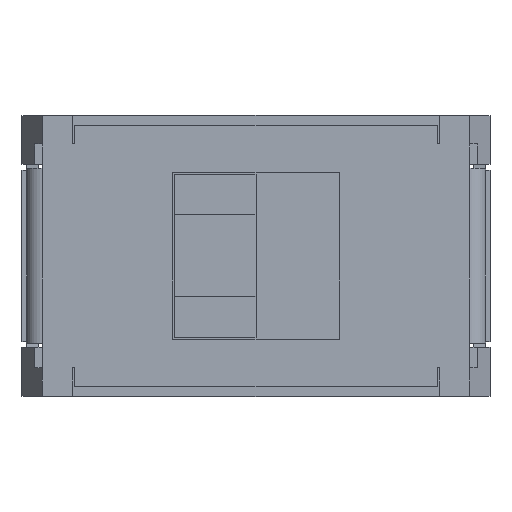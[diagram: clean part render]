
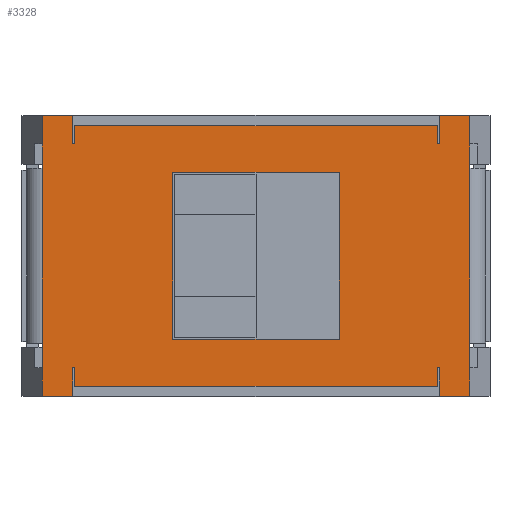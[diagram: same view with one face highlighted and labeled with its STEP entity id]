
A CAD part, top view. The second image highlights one B-rep face of the part: STEP entity #3328.
In plain terms, the highlighted planar face has unit normal (0, 0, 1).
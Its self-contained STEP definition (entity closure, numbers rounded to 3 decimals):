
#45=FACE_BOUND('',#366,.T.);
#192=FACE_OUTER_BOUND('',#365,.T.);
#365=EDGE_LOOP('',(#2745,#2746,#2747,#2748,#2749,#2750,#2751,#2752,#2753,
#2754,#2755,#2756,#2757,#2758,#2759,#2760,#2761,#2762,#2763,#2764,#2765,
#2766,#2767,#2768,#2769,#2770,#2771,#2772));
#366=EDGE_LOOP('',(#2773,#2774,#2775,#2776));
#499=LINE('',#4568,#927);
#526=LINE('',#4631,#954);
#536=LINE('',#4650,#964);
#543=LINE('',#4663,#971);
#553=LINE('',#4683,#981);
#575=LINE('',#4728,#1003);
#579=LINE('',#4736,#1007);
#599=LINE('',#4781,#1027);
#603=LINE('',#4790,#1031);
#610=LINE('',#4809,#1038);
#623=LINE('',#4840,#1051);
#626=LINE('',#4846,#1054);
#630=LINE('',#4855,#1058);
#633=LINE('',#4861,#1061);
#637=LINE('',#4870,#1065);
#640=LINE('',#4876,#1068);
#643=LINE('',#4883,#1071);
#647=LINE('',#4891,#1075);
#650=LINE('',#4897,#1078);
#653=LINE('',#4902,#1081);
#656=LINE('',#4906,#1084);
#658=LINE('',#4909,#1086);
#760=LINE('',#5120,#1188);
#761=LINE('',#5122,#1189);
#763=LINE('',#5126,#1191);
#765=LINE('',#5130,#1193);
#769=LINE('',#5138,#1197);
#770=LINE('',#5140,#1198);
#782=LINE('',#5162,#1210);
#788=LINE('',#5172,#1216);
#796=LINE('',#5189,#1224);
#797=LINE('',#5190,#1225);
#927=VECTOR('',#3709,4.3);
#954=VECTOR('',#3754,0.6);
#964=VECTOR('',#3766,0.6);
#971=VECTOR('',#3775,0.6);
#981=VECTOR('',#3787,0.6);
#1003=VECTOR('',#3815,0.75);
#1007=VECTOR('',#3819,0.75);
#1027=VECTOR('',#3861,0.05);
#1031=VECTOR('',#3867,0.05);
#1038=VECTOR('',#3898,4.3);
#1051=VECTOR('',#3941,0.45);
#1054=VECTOR('',#3946,0.45);
#1058=VECTOR('',#3952,0.05);
#1061=VECTOR('',#3957,0.45);
#1065=VECTOR('',#3963,0.05);
#1068=VECTOR('',#3968,0.45);
#1071=VECTOR('',#3973,4.1);
#1075=VECTOR('',#3979,4.1);
#1078=VECTOR('',#3984,4.1);
#1081=VECTOR('',#3989,4.1);
#1084=VECTOR('',#3994,8.9);
#1086=VECTOR('',#3998,8.9);
#1188=VECTOR('',#4206,0.7);
#1189=VECTOR('',#4209,0.7);
#1191=VECTOR('',#4213,0.7);
#1193=VECTOR('',#4217,0.7);
#1197=VECTOR('',#4223,0.75);
#1198=VECTOR('',#4224,0.75);
#1210=VECTOR('',#4244,0.7);
#1216=VECTOR('',#4254,0.7);
#1224=VECTOR('',#4280,0.7);
#1225=VECTOR('',#4281,0.7);
#1337=VERTEX_POINT('',#4565);
#1338=VERTEX_POINT('',#4567);
#1365=VERTEX_POINT('',#4630);
#1373=VERTEX_POINT('',#4648);
#1377=VERTEX_POINT('',#4660);
#1378=VERTEX_POINT('',#4662);
#1386=VERTEX_POINT('',#4680);
#1387=VERTEX_POINT('',#4682);
#1406=VERTEX_POINT('',#4725);
#1407=VERTEX_POINT('',#4727);
#1410=VERTEX_POINT('',#4733);
#1411=VERTEX_POINT('',#4735);
#1422=VERTEX_POINT('',#4774);
#1425=VERTEX_POINT('',#4779);
#1426=VERTEX_POINT('',#4783);
#1429=VERTEX_POINT('',#4788);
#1432=VERTEX_POINT('',#4839);
#1434=VERTEX_POINT('',#4845);
#1437=VERTEX_POINT('',#4852);
#1438=VERTEX_POINT('',#4854);
#1440=VERTEX_POINT('',#4860);
#1443=VERTEX_POINT('',#4867);
#1444=VERTEX_POINT('',#4869);
#1446=VERTEX_POINT('',#4875);
#1448=VERTEX_POINT('',#4881);
#1449=VERTEX_POINT('',#4882);
#1452=VERTEX_POINT('',#4890);
#1454=VERTEX_POINT('',#4896);
#1512=VERTEX_POINT('',#5124);
#1513=VERTEX_POINT('',#5128);
#1516=VERTEX_POINT('',#5136);
#1517=VERTEX_POINT('',#5139);
#1646=EDGE_CURVE('',#1338,#1337,#499,.T.);
#1676=EDGE_CURVE('',#1365,#1338,#526,.T.);
#1686=EDGE_CURVE('',#1337,#1373,#536,.T.);
#1693=EDGE_CURVE('',#1378,#1377,#543,.T.);
#1703=EDGE_CURVE('',#1387,#1386,#553,.T.);
#1725=EDGE_CURVE('',#1407,#1406,#575,.T.);
#1729=EDGE_CURVE('',#1411,#1410,#579,.T.);
#1753=EDGE_CURVE('',#1422,#1425,#599,.T.);
#1757=EDGE_CURVE('',#1426,#1429,#603,.T.);
#1767=EDGE_CURVE('',#1377,#1387,#610,.T.);
#1783=EDGE_CURVE('',#1425,#1432,#623,.T.);
#1786=EDGE_CURVE('',#1429,#1434,#626,.T.);
#1790=EDGE_CURVE('',#1438,#1437,#630,.T.);
#1793=EDGE_CURVE('',#1440,#1438,#633,.T.);
#1797=EDGE_CURVE('',#1444,#1443,#637,.T.);
#1800=EDGE_CURVE('',#1446,#1444,#640,.T.);
#1803=EDGE_CURVE('',#1448,#1449,#643,.T.);
#1807=EDGE_CURVE('',#1452,#1448,#647,.T.);
#1810=EDGE_CURVE('',#1454,#1452,#650,.T.);
#1813=EDGE_CURVE('',#1449,#1454,#653,.T.);
#1816=EDGE_CURVE('',#1440,#1432,#656,.T.);
#1818=EDGE_CURVE('',#1446,#1434,#658,.T.);
#1920=EDGE_CURVE('',#1410,#1422,#760,.T.);
#1921=EDGE_CURVE('',#1437,#1407,#761,.T.);
#1923=EDGE_CURVE('',#1512,#1426,#763,.T.);
#1925=EDGE_CURVE('',#1443,#1513,#765,.T.);
#1929=EDGE_CURVE('',#1513,#1516,#769,.T.);
#1930=EDGE_CURVE('',#1517,#1512,#770,.T.);
#1942=EDGE_CURVE('',#1373,#1411,#782,.T.);
#1948=EDGE_CURVE('',#1516,#1365,#788,.T.);
#1956=EDGE_CURVE('',#1406,#1378,#796,.T.);
#1957=EDGE_CURVE('',#1386,#1517,#797,.T.);
#2745=ORIENTED_EDGE('',*,*,#1925,.T.);
#2746=ORIENTED_EDGE('',*,*,#1929,.T.);
#2747=ORIENTED_EDGE('',*,*,#1948,.T.);
#2748=ORIENTED_EDGE('',*,*,#1676,.T.);
#2749=ORIENTED_EDGE('',*,*,#1646,.T.);
#2750=ORIENTED_EDGE('',*,*,#1686,.T.);
#2751=ORIENTED_EDGE('',*,*,#1942,.T.);
#2752=ORIENTED_EDGE('',*,*,#1729,.T.);
#2753=ORIENTED_EDGE('',*,*,#1920,.T.);
#2754=ORIENTED_EDGE('',*,*,#1753,.T.);
#2755=ORIENTED_EDGE('',*,*,#1783,.T.);
#2756=ORIENTED_EDGE('',*,*,#1816,.F.);
#2757=ORIENTED_EDGE('',*,*,#1793,.T.);
#2758=ORIENTED_EDGE('',*,*,#1790,.T.);
#2759=ORIENTED_EDGE('',*,*,#1921,.T.);
#2760=ORIENTED_EDGE('',*,*,#1725,.T.);
#2761=ORIENTED_EDGE('',*,*,#1956,.T.);
#2762=ORIENTED_EDGE('',*,*,#1693,.T.);
#2763=ORIENTED_EDGE('',*,*,#1767,.T.);
#2764=ORIENTED_EDGE('',*,*,#1703,.T.);
#2765=ORIENTED_EDGE('',*,*,#1957,.T.);
#2766=ORIENTED_EDGE('',*,*,#1930,.T.);
#2767=ORIENTED_EDGE('',*,*,#1923,.T.);
#2768=ORIENTED_EDGE('',*,*,#1757,.T.);
#2769=ORIENTED_EDGE('',*,*,#1786,.T.);
#2770=ORIENTED_EDGE('',*,*,#1818,.F.);
#2771=ORIENTED_EDGE('',*,*,#1800,.T.);
#2772=ORIENTED_EDGE('',*,*,#1797,.T.);
#2773=ORIENTED_EDGE('',*,*,#1803,.T.);
#2774=ORIENTED_EDGE('',*,*,#1813,.T.);
#2775=ORIENTED_EDGE('',*,*,#1810,.T.);
#2776=ORIENTED_EDGE('',*,*,#1807,.T.);
#3001=PLANE('',#3528);
#3328=ADVANCED_FACE('',(#192,#45),#3001,.T.);
#3528=AXIS2_PLACEMENT_3D('',#5188,#4278,#4279);
#3709=DIRECTION('',(0.,-1.,0.));
#3754=DIRECTION('',(0.,-1.,0.));
#3766=DIRECTION('',(0.,-1.,0.));
#3775=DIRECTION('',(0.,1.,0.));
#3787=DIRECTION('',(0.,1.,0.));
#3815=DIRECTION('',(1.,0.,0.));
#3819=DIRECTION('',(1.,0.,0.));
#3861=DIRECTION('',(1.,0.,0.));
#3867=DIRECTION('',(-1.,0.,0.));
#3898=DIRECTION('',(0.,1.,0.));
#3941=DIRECTION('',(0.,-1.,0.));
#3946=DIRECTION('',(0.,1.,0.));
#3952=DIRECTION('',(1.,0.,0.));
#3957=DIRECTION('',(0.,1.,0.));
#3963=DIRECTION('',(-1.,0.,0.));
#3968=DIRECTION('',(0.,-1.,0.));
#3973=DIRECTION('',(0.,1.,0.));
#3979=DIRECTION('',(-1.,0.,0.));
#3984=DIRECTION('',(0.,-1.,0.));
#3989=DIRECTION('',(1.,0.,0.));
#3994=DIRECTION('',(-1.,0.,0.));
#3998=DIRECTION('',(1.,0.,0.));
#4206=DIRECTION('',(0.,1.,0.));
#4209=DIRECTION('',(0.,-1.,0.));
#4213=DIRECTION('',(0.,-1.,0.));
#4217=DIRECTION('',(0.,1.,0.));
#4223=DIRECTION('',(-1.,0.,0.));
#4224=DIRECTION('',(-1.,0.,0.));
#4244=DIRECTION('',(0.,-1.,0.));
#4254=DIRECTION('',(0.,-1.,0.));
#4278=DIRECTION('center_axis',(0.,0.,1.));
#4279=DIRECTION('ref_axis',(1.,0.,0.));
#4280=DIRECTION('',(0.,1.,0.));
#4281=DIRECTION('',(0.,1.,0.));
#4565=CARTESIAN_POINT('',(-5.25,-2.15,5.));
#4567=CARTESIAN_POINT('',(-5.25,2.15,5.));
#4568=CARTESIAN_POINT('',(-5.25,2.15,5.));
#4630=CARTESIAN_POINT('',(-5.25,2.75,5.));
#4631=CARTESIAN_POINT('',(-5.25,2.75,5.));
#4648=CARTESIAN_POINT('',(-5.25,-2.75,5.));
#4650=CARTESIAN_POINT('',(-5.25,-2.15,5.));
#4660=CARTESIAN_POINT('',(5.25,-2.15,5.));
#4662=CARTESIAN_POINT('',(5.25,-2.75,5.));
#4663=CARTESIAN_POINT('',(5.25,-2.75,5.));
#4680=CARTESIAN_POINT('',(5.25,2.75,5.));
#4682=CARTESIAN_POINT('',(5.25,2.15,5.));
#4683=CARTESIAN_POINT('',(5.25,2.15,5.));
#4725=CARTESIAN_POINT('',(5.25,-3.45,5.));
#4727=CARTESIAN_POINT('',(4.5,-3.45,5.));
#4728=CARTESIAN_POINT('',(4.5,-3.45,5.));
#4733=CARTESIAN_POINT('',(-4.5,-3.45,5.));
#4735=CARTESIAN_POINT('',(-5.25,-3.45,5.));
#4736=CARTESIAN_POINT('',(-5.25,-3.45,5.));
#4774=CARTESIAN_POINT('',(-4.5,-2.75,5.));
#4779=CARTESIAN_POINT('',(-4.45,-2.75,5.));
#4781=CARTESIAN_POINT('',(-4.5,-2.75,5.));
#4783=CARTESIAN_POINT('',(4.5,2.75,5.));
#4788=CARTESIAN_POINT('',(4.45,2.75,5.));
#4790=CARTESIAN_POINT('',(4.5,2.75,5.));
#4809=CARTESIAN_POINT('',(5.25,-2.15,5.));
#4839=CARTESIAN_POINT('',(-4.45,-3.2,5.));
#4840=CARTESIAN_POINT('',(-4.45,-2.75,5.));
#4845=CARTESIAN_POINT('',(4.45,3.2,5.));
#4846=CARTESIAN_POINT('',(4.45,2.75,5.));
#4852=CARTESIAN_POINT('',(4.5,-2.75,5.));
#4854=CARTESIAN_POINT('',(4.45,-2.75,5.));
#4855=CARTESIAN_POINT('',(4.45,-2.75,5.));
#4860=CARTESIAN_POINT('',(4.45,-3.2,5.));
#4861=CARTESIAN_POINT('',(4.45,-3.2,5.));
#4867=CARTESIAN_POINT('',(-4.5,2.75,5.));
#4869=CARTESIAN_POINT('',(-4.45,2.75,5.));
#4870=CARTESIAN_POINT('',(-4.45,2.75,5.));
#4875=CARTESIAN_POINT('',(-4.45,3.2,5.));
#4876=CARTESIAN_POINT('',(-4.45,3.2,5.));
#4881=CARTESIAN_POINT('',(-2.05,-2.05,5.));
#4882=CARTESIAN_POINT('',(-2.05,2.05,5.));
#4883=CARTESIAN_POINT('',(-2.05,-2.05,5.));
#4890=CARTESIAN_POINT('',(2.05,-2.05,5.));
#4891=CARTESIAN_POINT('',(2.05,-2.05,5.));
#4896=CARTESIAN_POINT('',(2.05,2.05,5.));
#4897=CARTESIAN_POINT('',(2.05,2.05,5.));
#4902=CARTESIAN_POINT('',(-2.05,2.05,5.));
#4906=CARTESIAN_POINT('',(4.45,-3.2,5.));
#4909=CARTESIAN_POINT('',(-4.45,3.2,5.));
#5120=CARTESIAN_POINT('',(-4.5,-3.45,5.));
#5122=CARTESIAN_POINT('',(4.5,-2.75,5.));
#5124=CARTESIAN_POINT('',(4.5,3.45,5.));
#5126=CARTESIAN_POINT('',(4.5,3.45,5.));
#5128=CARTESIAN_POINT('',(-4.5,3.45,5.));
#5130=CARTESIAN_POINT('',(-4.5,2.75,5.));
#5136=CARTESIAN_POINT('',(-5.25,3.45,5.));
#5138=CARTESIAN_POINT('',(-4.5,3.45,5.));
#5139=CARTESIAN_POINT('',(5.25,3.45,5.));
#5140=CARTESIAN_POINT('',(5.25,3.45,5.));
#5162=CARTESIAN_POINT('',(-5.25,-2.75,5.));
#5172=CARTESIAN_POINT('',(-5.25,3.45,5.));
#5188=CARTESIAN_POINT('Origin',(0.,0.,5.));
#5189=CARTESIAN_POINT('',(5.25,-3.45,5.));
#5190=CARTESIAN_POINT('',(5.25,2.75,5.));
